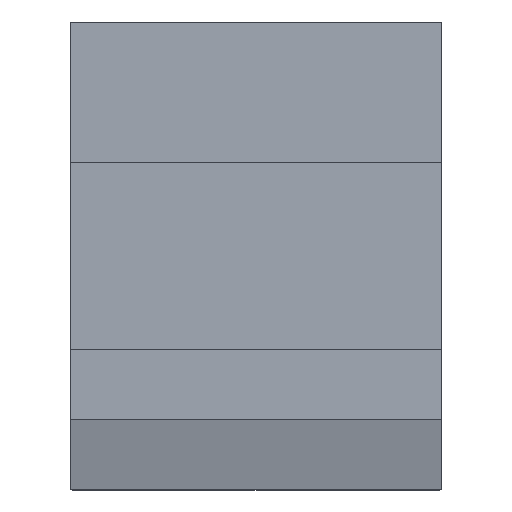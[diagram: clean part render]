
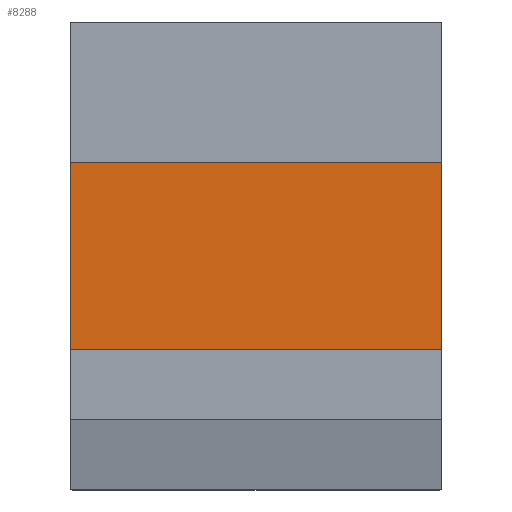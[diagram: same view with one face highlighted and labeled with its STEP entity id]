
A CAD part, front view. The second image highlights one B-rep face of the part: STEP entity #8288.
In plain terms, the highlighted planar face has unit normal (0, -1, 0).
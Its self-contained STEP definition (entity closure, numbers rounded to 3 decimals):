
#2236 = DIRECTION ( 'NONE',  ( 0., 0., 1. ) ) ;
#2396 = VECTOR ( 'NONE', #14608, 1000. ) ;
#2767 = VERTEX_POINT ( 'NONE', #9936 ) ;
#3002 = EDGE_CURVE ( 'NONE', #11475, #11455, #8285, .T. ) ;
#3102 = LINE ( 'NONE', #15997, #2396 ) ;
#3621 = VECTOR ( 'NONE', #5209, 1000. ) ;
#5209 = DIRECTION ( 'NONE',  ( 0., 0., 1. ) ) ;
#5292 = CARTESIAN_POINT ( 'NONE',  ( -160.022, -27.079, 72. ) ) ;
#5502 = LINE ( 'NONE', #9415, #3621 ) ;
#5534 = ORIENTED_EDGE ( 'NONE', *, *, #14611, .F. ) ;
#5606 = DIRECTION ( 'NONE',  ( 1., 0., 0. ) ) ;
#5796 = ORIENTED_EDGE ( 'NONE', *, *, #9135, .T. ) ;
#7054 = CARTESIAN_POINT ( 'NONE',  ( 19.206, -27.079, 0. ) ) ;
#7195 = CARTESIAN_POINT ( 'NONE',  ( -160.022, -27.079, 0. ) ) ;
#7359 = PLANE ( 'NONE',  #11811 ) ;
#7812 = LINE ( 'NONE', #5292, #12544 ) ;
#8285 = LINE ( 'NONE', #7054, #14885 ) ;
#8288 = ADVANCED_FACE ( 'NONE', ( #13437 ), #7359, .F. ) ;
#8508 = DIRECTION ( 'NONE',  ( 0., 1., 0. ) ) ;
#8965 = EDGE_LOOP ( 'NONE', ( #5534, #5796, #15078, #15183 ) ) ;
#9135 = EDGE_CURVE ( 'NONE', #14542, #11475, #7812, .T. ) ;
#9415 = CARTESIAN_POINT ( 'NONE',  ( -52.294, -27.079, 0. ) ) ;
#9936 = CARTESIAN_POINT ( 'NONE',  ( -52.294, -27.079, 108. ) ) ;
#10275 = EDGE_CURVE ( 'NONE', #2767, #11455, #3102, .T. ) ;
#10820 = DIRECTION ( 'NONE',  ( 0., 0., 1. ) ) ;
#11011 = CARTESIAN_POINT ( 'NONE',  ( -52.294, -27.079, 72. ) ) ;
#11179 = CARTESIAN_POINT ( 'NONE',  ( 19.206, -27.079, 72. ) ) ;
#11455 = VERTEX_POINT ( 'NONE', #15033 ) ;
#11475 = VERTEX_POINT ( 'NONE', #11179 ) ;
#11811 = AXIS2_PLACEMENT_3D ( 'NONE', #7195, #8508, #2236 ) ;
#12544 = VECTOR ( 'NONE', #5606, 1000. ) ;
#13437 = FACE_OUTER_BOUND ( 'NONE', #8965, .T. ) ;
#14542 = VERTEX_POINT ( 'NONE', #11011 ) ;
#14608 = DIRECTION ( 'NONE',  ( 1., 0., 0. ) ) ;
#14611 = EDGE_CURVE ( 'NONE', #14542, #2767, #5502, .T. ) ;
#14885 = VECTOR ( 'NONE', #10820, 1000. ) ;
#15033 = CARTESIAN_POINT ( 'NONE',  ( 19.206, -27.079, 108. ) ) ;
#15078 = ORIENTED_EDGE ( 'NONE', *, *, #3002, .T. ) ;
#15183 = ORIENTED_EDGE ( 'NONE', *, *, #10275, .F. ) ;
#15997 = CARTESIAN_POINT ( 'NONE',  ( -160.022, -27.079, 108. ) ) ;
